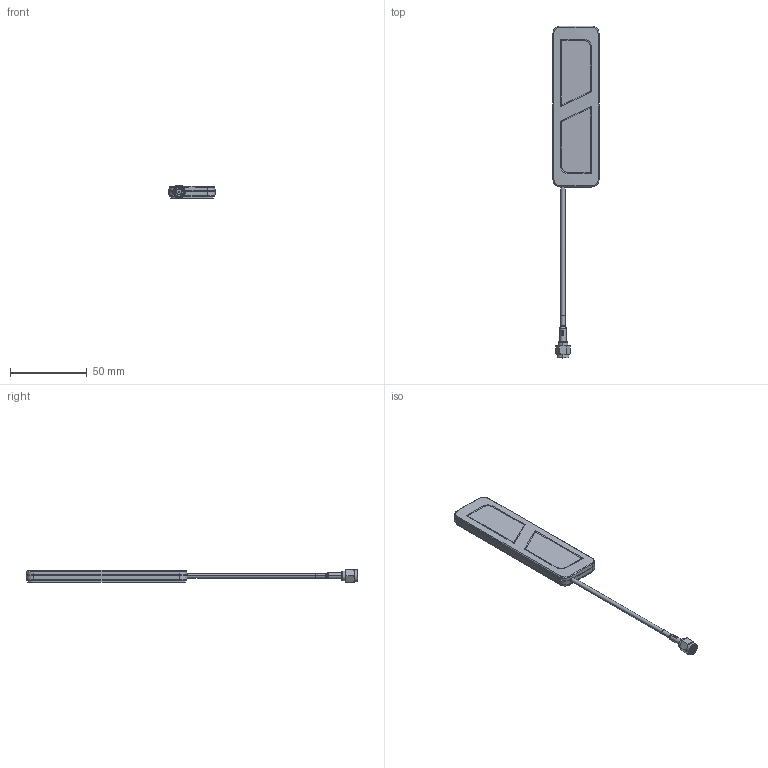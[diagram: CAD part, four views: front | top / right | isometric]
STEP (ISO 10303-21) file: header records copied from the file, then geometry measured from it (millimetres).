
FILE_DESCRIPTION (( 'STEP AP214' ), '1' );
FILE_NAME ('GSA.8835.A.101111_Web.STEP', '2022-03-16T09:42:27', ( '' ), ( '' ), 'SwSTEP 2.0', 'SolidWorks 2018', '' );
FILE_SCHEMA (( 'AUTOMOTIVE_DESIGN' ));
Length unit declared in the file: millimetre
Products named in the file (1): GSA.8835.A.101111_Web
Bounding box: 30.14 x 216.77 x 8.1 mm (x, y, z)
Surface area: 12667.2 mm2 (no closed solid volume)
Topology: 0 solids, 8 shells, 116 faces, 338 edges, 234 vertices
Faces by surface type: plane 35, cylinder 32, cone 23, bspline 22, torus 4
Entity records: 8879 total; most frequent: CARTESIAN_POINT 4762, ORIENTED_EDGE 587, DIRECTION 540, EDGE_CURVE 338, VERTEX_POINT 234, AXIS2_PLACEMENT_3D 199, VECTOR 142, LINE 142
